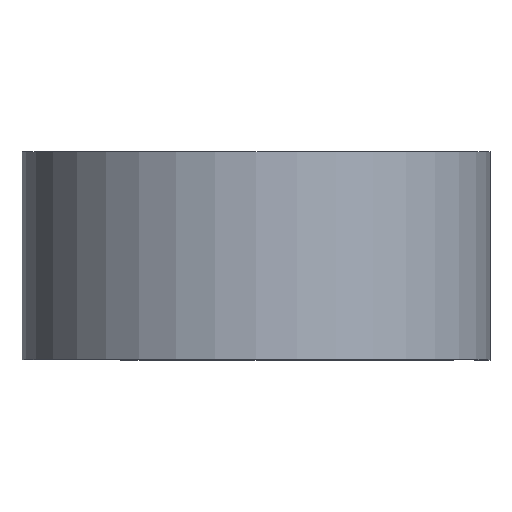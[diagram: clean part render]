
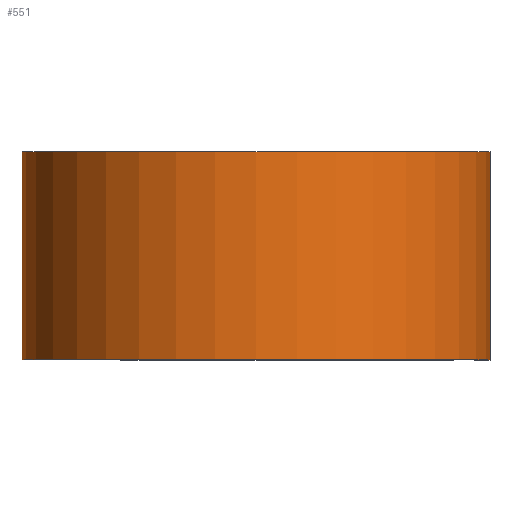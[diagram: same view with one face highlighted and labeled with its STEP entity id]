
A CAD part, top view. The second image highlights one B-rep face of the part: STEP entity #551.
In plain terms, the highlighted cylindrical face has radius 17.882 mm (diameter 35.763 mm), a partial arc.
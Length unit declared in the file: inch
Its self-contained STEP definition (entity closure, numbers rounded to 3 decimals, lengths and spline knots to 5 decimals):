
#18 = VERTEX_POINT ( 'NONE', #484 ) ;
#28 = LINE ( 'NONE', #565, #65 ) ;
#30 = CARTESIAN_POINT ( 'NONE',  ( 0., 0.3125, 0. ) ) ;
#49 = DIRECTION ( 'NONE',  ( 0., 1., 0. ) ) ;
#54 = DIRECTION ( 'NONE',  ( 1., 0., 0. ) ) ;
#65 = VECTOR ( 'NONE', #497, 39.37008 ) ;
#82 = DIRECTION ( 'NONE',  ( 0., 0., -1. ) ) ;
#86 = VERTEX_POINT ( 'NONE', #107 ) ;
#101 = EDGE_LOOP ( 'NONE', ( #182, #654, #314, #462 ) ) ;
#107 = CARTESIAN_POINT ( 'NONE',  ( 0., 0.3125, -0.704 ) ) ;
#182 = ORIENTED_EDGE ( 'NONE', *, *, #575, .T. ) ;
#213 = AXIS2_PLACEMENT_3D ( 'NONE', #30, #49, #54 ) ;
#314 = ORIENTED_EDGE ( 'NONE', *, *, #669, .F. ) ;
#318 = DIRECTION ( 'NONE',  ( 0., -1., 0. ) ) ;
#332 = CARTESIAN_POINT ( 'NONE',  ( 0.704, 0.3125, 0. ) ) ;
#348 = VERTEX_POINT ( 'NONE', #441 ) ;
#412 = CIRCLE ( 'NONE', #534, 0.704 ) ;
#422 = EDGE_CURVE ( 'NONE', #86, #348, #28, .T. ) ;
#437 = VECTOR ( 'NONE', #318, 39.37008 ) ;
#441 = CARTESIAN_POINT ( 'NONE',  ( 0., -0.3125, -0.704 ) ) ;
#447 = VERTEX_POINT ( 'NONE', #536 ) ;
#462 = ORIENTED_EDGE ( 'NONE', *, *, #422, .T. ) ;
#477 = FACE_OUTER_BOUND ( 'NONE', #101, .T. ) ;
#484 = CARTESIAN_POINT ( 'NONE',  ( 0.704, -0.3125, 0. ) ) ;
#497 = DIRECTION ( 'NONE',  ( 0., -1., 0. ) ) ;
#502 = CIRCLE ( 'NONE', #213, 0.704 ) ;
#534 = AXIS2_PLACEMENT_3D ( 'NONE', #620, #578, #576 ) ;
#536 = CARTESIAN_POINT ( 'NONE',  ( 0.704, 0.3125, 0. ) ) ;
#551 = ADVANCED_FACE ( 'NONE', ( #477 ), #691, .T. ) ;
#562 = AXIS2_PLACEMENT_3D ( 'NONE', #615, #612, #82 ) ;
#565 = CARTESIAN_POINT ( 'NONE',  ( 0., 0.3125, -0.704 ) ) ;
#575 = EDGE_CURVE ( 'NONE', #348, #18, #412, .T. ) ;
#576 = DIRECTION ( 'NONE',  ( 1., 0., 0. ) ) ;
#578 = DIRECTION ( 'NONE',  ( 0., 1., 0. ) ) ;
#591 = EDGE_CURVE ( 'NONE', #447, #18, #645, .T. ) ;
#612 = DIRECTION ( 'NONE',  ( 0., -1., 0. ) ) ;
#615 = CARTESIAN_POINT ( 'NONE',  ( 0., 0.3125, 0. ) ) ;
#620 = CARTESIAN_POINT ( 'NONE',  ( 0., -0.3125, 0. ) ) ;
#645 = LINE ( 'NONE', #332, #437 ) ;
#654 = ORIENTED_EDGE ( 'NONE', *, *, #591, .F. ) ;
#669 = EDGE_CURVE ( 'NONE', #86, #447, #502, .T. ) ;
#691 = CYLINDRICAL_SURFACE ( 'NONE', #562, 0.704 ) ;
